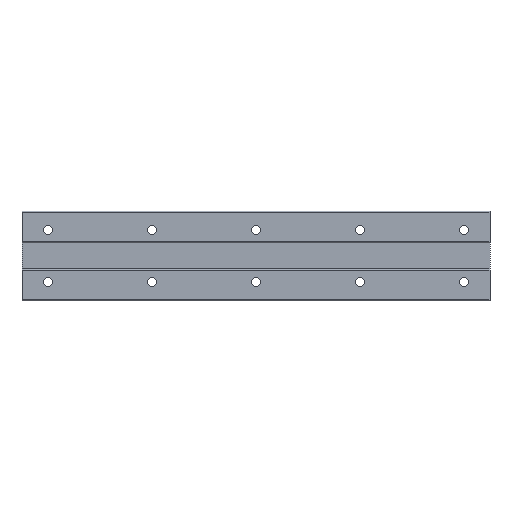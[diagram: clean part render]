
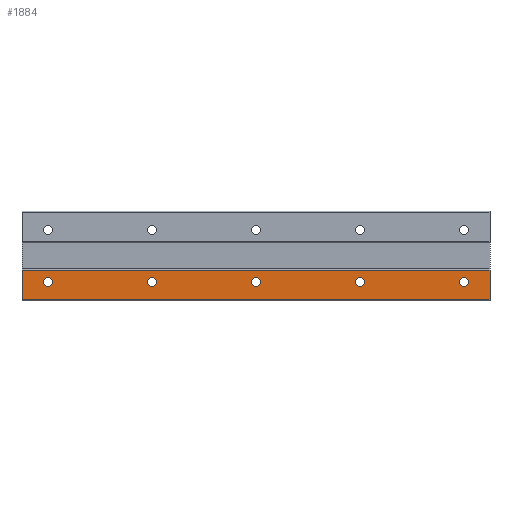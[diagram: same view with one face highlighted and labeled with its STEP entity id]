
A CAD part, front view. The second image highlights one B-rep face of the part: STEP entity #1884.
In plain terms, the highlighted planar face has unit normal (0, -1, 0).
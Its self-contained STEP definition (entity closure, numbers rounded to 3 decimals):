
#115 = DIRECTION ( 'NONE',  ( 0., 0., 1. ) ) ;
#138 = VERTEX_POINT ( 'NONE', #857 ) ;
#141 = CARTESIAN_POINT ( 'NONE',  ( -20., 0., -11. ) ) ;
#149 = DIRECTION ( 'NONE',  ( 0., 0., 1. ) ) ;
#209 = FACE_BOUND ( 'NONE', #2115, .T. ) ;
#281 = DIRECTION ( 'NONE',  ( 1., 0., 0. ) ) ;
#288 = CARTESIAN_POINT ( 'NONE',  ( 160., 0., -20. ) ) ;
#313 = CARTESIAN_POINT ( 'NONE',  ( 160., 0., -16.5 ) ) ;
#319 = VERTEX_POINT ( 'NONE', #1633 ) ;
#324 = VECTOR ( 'NONE', #1518, 1000. ) ;
#337 = DIRECTION ( 'NONE',  ( 0., 0., 1. ) ) ;
#411 = DIRECTION ( 'NONE',  ( 0., -1., 0. ) ) ;
#436 = AXIS2_PLACEMENT_3D ( 'NONE', #288, #498, #711 ) ;
#498 = DIRECTION ( 'NONE',  ( 0., -1., 0. ) ) ;
#523 = ORIENTED_EDGE ( 'NONE', *, *, #1763, .F. ) ;
#524 = AXIS2_PLACEMENT_3D ( 'NONE', #894, #1123, #115 ) ;
#530 = EDGE_CURVE ( 'NONE', #847, #1109, #2510, .T. ) ;
#548 = CARTESIAN_POINT ( 'NONE',  ( 0., 0., -23.5 ) ) ;
#564 = CARTESIAN_POINT ( 'NONE',  ( 320., 0., -20. ) ) ;
#572 = DIRECTION ( 'NONE',  ( 0., 0., -1. ) ) ;
#584 = AXIS2_PLACEMENT_3D ( 'NONE', #984, #1787, #2416 ) ;
#597 = ORIENTED_EDGE ( 'NONE', *, *, #690, .F. ) ;
#625 = VECTOR ( 'NONE', #281, 1000. ) ;
#638 = DIRECTION ( 'NONE',  ( 0., 0., 1. ) ) ;
#650 = CIRCLE ( 'NONE', #436, 3.5 ) ;
#687 = CARTESIAN_POINT ( 'NONE',  ( 340., 0., -33.5 ) ) ;
#690 = EDGE_CURVE ( 'NONE', #2415, #918, #1048, .T. ) ;
#704 = CARTESIAN_POINT ( 'NONE',  ( 0., 0., -20. ) ) ;
#711 = DIRECTION ( 'NONE',  ( 0., 0., 1. ) ) ;
#739 = EDGE_CURVE ( 'NONE', #319, #138, #2054, .T. ) ;
#744 = VERTEX_POINT ( 'NONE', #1652 ) ;
#820 = EDGE_CURVE ( 'NONE', #1975, #1835, #2201, .T. ) ;
#822 = AXIS2_PLACEMENT_3D ( 'NONE', #1033, #1226, #638 ) ;
#835 = ORIENTED_EDGE ( 'NONE', *, *, #739, .F. ) ;
#841 = EDGE_CURVE ( 'NONE', #1727, #744, #2583, .T. ) ;
#847 = VERTEX_POINT ( 'NONE', #1086 ) ;
#857 = CARTESIAN_POINT ( 'NONE',  ( 320., 0., -16.5 ) ) ;
#870 = CARTESIAN_POINT ( 'NONE',  ( -20., 0., -11. ) ) ;
#894 = CARTESIAN_POINT ( 'NONE',  ( 80., 0., -20. ) ) ;
#896 = DIRECTION ( 'NONE',  ( 0., 0., 1. ) ) ;
#918 = VERTEX_POINT ( 'NONE', #1132 ) ;
#931 = ORIENTED_EDGE ( 'NONE', *, *, #820, .F. ) ;
#942 = EDGE_LOOP ( 'NONE', ( #1095, #835 ) ) ;
#984 = CARTESIAN_POINT ( 'NONE',  ( 240., 0., -20. ) ) ;
#987 = EDGE_CURVE ( 'NONE', #1835, #1975, #1046, .T. ) ;
#998 = FACE_BOUND ( 'NONE', #2474, .T. ) ;
#1001 = DIRECTION ( 'NONE',  ( 0., 0., 1. ) ) ;
#1010 = CARTESIAN_POINT ( 'NONE',  ( 0., 0., -16.5 ) ) ;
#1015 = EDGE_CURVE ( 'NONE', #138, #319, #2464, .T. ) ;
#1033 = CARTESIAN_POINT ( 'NONE',  ( 340., 0., -11. ) ) ;
#1046 = CIRCLE ( 'NONE', #1559, 3.5 ) ;
#1048 = CIRCLE ( 'NONE', #584, 3.5 ) ;
#1050 = ORIENTED_EDGE ( 'NONE', *, *, #1472, .F. ) ;
#1051 = FACE_BOUND ( 'NONE', #1567, .T. ) ;
#1055 = ORIENTED_EDGE ( 'NONE', *, *, #987, .F. ) ;
#1080 = ORIENTED_EDGE ( 'NONE', *, *, #841, .F. ) ;
#1086 = CARTESIAN_POINT ( 'NONE',  ( 80., 0., -16.5 ) ) ;
#1095 = ORIENTED_EDGE ( 'NONE', *, *, #1015, .F. ) ;
#1109 = VERTEX_POINT ( 'NONE', #2480 ) ;
#1123 = DIRECTION ( 'NONE',  ( 0., -1., 0. ) ) ;
#1132 = CARTESIAN_POINT ( 'NONE',  ( 240., 0., -16.5 ) ) ;
#1150 = LINE ( 'NONE', #141, #324 ) ;
#1226 = DIRECTION ( 'NONE',  ( 0., 1., 0. ) ) ;
#1236 = EDGE_CURVE ( 'NONE', #918, #2415, #1578, .T. ) ;
#1238 = ORIENTED_EDGE ( 'NONE', *, *, #1676, .F. ) ;
#1262 = CARTESIAN_POINT ( 'NONE',  ( 320., 0., -20. ) ) ;
#1292 = CARTESIAN_POINT ( 'NONE',  ( 80., 0., -20. ) ) ;
#1307 = AXIS2_PLACEMENT_3D ( 'NONE', #564, #2175, #2391 ) ;
#1341 = CARTESIAN_POINT ( 'NONE',  ( 340., 0., -11. ) ) ;
#1410 = DIRECTION ( 'NONE',  ( 0., -1., 0. ) ) ;
#1437 = FACE_OUTER_BOUND ( 'NONE', #1522, .T. ) ;
#1457 = VECTOR ( 'NONE', #572, 1000. ) ;
#1472 = EDGE_CURVE ( 'NONE', #1977, #2554, #2622, .T. ) ;
#1485 = VERTEX_POINT ( 'NONE', #1811 ) ;
#1496 = DIRECTION ( 'NONE',  ( -1., 0., 0. ) ) ;
#1518 = DIRECTION ( 'NONE',  ( 0., 0., 1. ) ) ;
#1522 = EDGE_LOOP ( 'NONE', ( #2189, #523, #1080, #1898 ) ) ;
#1542 = AXIS2_PLACEMENT_3D ( 'NONE', #1862, #1410, #1001 ) ;
#1559 = AXIS2_PLACEMENT_3D ( 'NONE', #1799, #2595, #149 ) ;
#1567 = EDGE_LOOP ( 'NONE', ( #931, #1055 ) ) ;
#1578 = CIRCLE ( 'NONE', #2319, 3.5 ) ;
#1633 = CARTESIAN_POINT ( 'NONE',  ( 320., 0., -23.5 ) ) ;
#1644 = FACE_BOUND ( 'NONE', #1932, .T. ) ;
#1652 = CARTESIAN_POINT ( 'NONE',  ( 340., 0., -11. ) ) ;
#1674 = CARTESIAN_POINT ( 'NONE',  ( 240., 0., -20. ) ) ;
#1676 = EDGE_CURVE ( 'NONE', #1109, #847, #2192, .T. ) ;
#1727 = VERTEX_POINT ( 'NONE', #870 ) ;
#1731 = EDGE_CURVE ( 'NONE', #2554, #1977, #650, .T. ) ;
#1763 = EDGE_CURVE ( 'NONE', #744, #1485, #2345, .T. ) ;
#1787 = DIRECTION ( 'NONE',  ( 0., -1., 0. ) ) ;
#1799 = CARTESIAN_POINT ( 'NONE',  ( 0., 0., -20. ) ) ;
#1811 = CARTESIAN_POINT ( 'NONE',  ( 340., 0., -33.5 ) ) ;
#1819 = CARTESIAN_POINT ( 'NONE',  ( 160., 0., -23.5 ) ) ;
#1835 = VERTEX_POINT ( 'NONE', #548 ) ;
#1862 = CARTESIAN_POINT ( 'NONE',  ( 160., 0., -20. ) ) ;
#1866 = ORIENTED_EDGE ( 'NONE', *, *, #530, .F. ) ;
#1884 = ADVANCED_FACE ( 'NONE', ( #1437, #1051, #2261, #998, #1644, #209 ), #2271, .F. ) ;
#1898 = ORIENTED_EDGE ( 'NONE', *, *, #2546, .F. ) ;
#1903 = DIRECTION ( 'NONE',  ( 0., -1., 0. ) ) ;
#1931 = AXIS2_PLACEMENT_3D ( 'NONE', #1262, #411, #2499 ) ;
#1932 = EDGE_LOOP ( 'NONE', ( #2504, #1050 ) ) ;
#1950 = CARTESIAN_POINT ( 'NONE',  ( 240., 0., -23.5 ) ) ;
#1975 = VERTEX_POINT ( 'NONE', #1010 ) ;
#1977 = VERTEX_POINT ( 'NONE', #1819 ) ;
#2054 = CIRCLE ( 'NONE', #1931, 3.5 ) ;
#2065 = AXIS2_PLACEMENT_3D ( 'NONE', #1292, #2521, #2548 ) ;
#2111 = VERTEX_POINT ( 'NONE', #2121 ) ;
#2115 = EDGE_LOOP ( 'NONE', ( #1866, #1238 ) ) ;
#2121 = CARTESIAN_POINT ( 'NONE',  ( -20., 0., -33.5 ) ) ;
#2162 = DIRECTION ( 'NONE',  ( 0., -1., 0. ) ) ;
#2175 = DIRECTION ( 'NONE',  ( 0., -1., 0. ) ) ;
#2189 = ORIENTED_EDGE ( 'NONE', *, *, #2366, .F. ) ;
#2192 = CIRCLE ( 'NONE', #524, 3.5 ) ;
#2201 = CIRCLE ( 'NONE', #2547, 3.5 ) ;
#2209 = CARTESIAN_POINT ( 'NONE',  ( 340., 0., -11. ) ) ;
#2261 = FACE_BOUND ( 'NONE', #942, .T. ) ;
#2271 = PLANE ( 'NONE',  #822 ) ;
#2319 = AXIS2_PLACEMENT_3D ( 'NONE', #1674, #1903, #896 ) ;
#2325 = ORIENTED_EDGE ( 'NONE', *, *, #1236, .F. ) ;
#2345 = LINE ( 'NONE', #2209, #1457 ) ;
#2366 = EDGE_CURVE ( 'NONE', #1485, #2111, #2526, .T. ) ;
#2391 = DIRECTION ( 'NONE',  ( 0., 0., 1. ) ) ;
#2415 = VERTEX_POINT ( 'NONE', #1950 ) ;
#2416 = DIRECTION ( 'NONE',  ( 0., 0., 1. ) ) ;
#2451 = VECTOR ( 'NONE', #1496, 1000. ) ;
#2464 = CIRCLE ( 'NONE', #1307, 3.5 ) ;
#2474 = EDGE_LOOP ( 'NONE', ( #2325, #597 ) ) ;
#2480 = CARTESIAN_POINT ( 'NONE',  ( 80., 0., -23.5 ) ) ;
#2499 = DIRECTION ( 'NONE',  ( 0., 0., 1. ) ) ;
#2504 = ORIENTED_EDGE ( 'NONE', *, *, #1731, .F. ) ;
#2510 = CIRCLE ( 'NONE', #2065, 3.5 ) ;
#2521 = DIRECTION ( 'NONE',  ( 0., -1., 0. ) ) ;
#2526 = LINE ( 'NONE', #687, #2451 ) ;
#2546 = EDGE_CURVE ( 'NONE', #2111, #1727, #1150, .T. ) ;
#2547 = AXIS2_PLACEMENT_3D ( 'NONE', #704, #2162, #337 ) ;
#2548 = DIRECTION ( 'NONE',  ( 0., 0., 1. ) ) ;
#2554 = VERTEX_POINT ( 'NONE', #313 ) ;
#2583 = LINE ( 'NONE', #1341, #625 ) ;
#2595 = DIRECTION ( 'NONE',  ( 0., -1., 0. ) ) ;
#2622 = CIRCLE ( 'NONE', #1542, 3.5 ) ;
